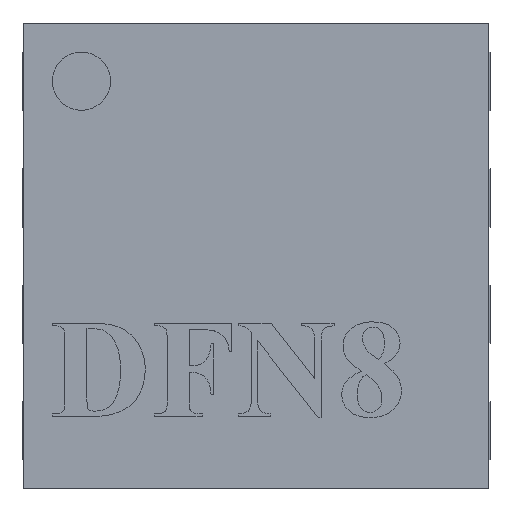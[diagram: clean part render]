
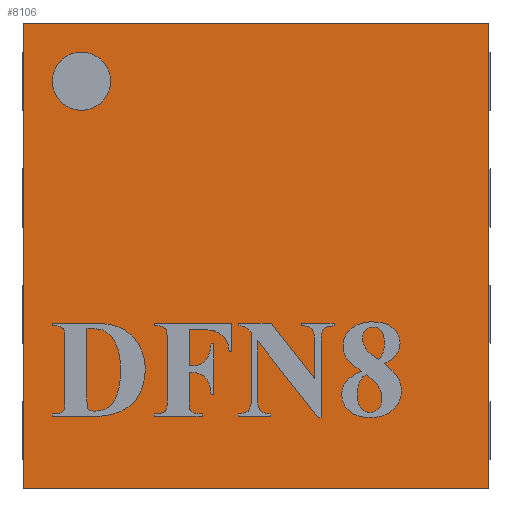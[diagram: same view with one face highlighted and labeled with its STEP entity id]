
A CAD part, top view. The second image highlights one B-rep face of the part: STEP entity #8106.
In plain terms, the highlighted planar face has unit normal (0, 0, 1).
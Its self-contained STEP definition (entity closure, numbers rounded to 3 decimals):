
#30 = EDGE_CURVE ( 'NONE', #807, #7102, #7815, .T. ) ;
#271 = CARTESIAN_POINT ( 'NONE',  ( -1., 1., 0.75 ) ) ;
#297 = EDGE_CURVE ( 'NONE', #7102, #807, #8049, .T. ) ;
#316 = AXIS2_PLACEMENT_3D ( 'NONE', #1750, #4697, #4559 ) ;
#560 = LINE ( 'NONE', #8578, #6269 ) ;
#807 = VERTEX_POINT ( 'NONE', #4175 ) ;
#841 = DIRECTION ( 'NONE',  ( 0., 0., 1. ) ) ;
#1034 = DIRECTION ( 'NONE',  ( 1., 0., 0. ) ) ;
#1297 = PLANE ( 'NONE',  #1440 ) ;
#1440 = AXIS2_PLACEMENT_3D ( 'NONE', #6483, #4278, #7214 ) ;
#1645 = DIRECTION ( 'NONE',  ( 1., 0., 0. ) ) ;
#1700 = LINE ( 'NONE', #4782, #6597 ) ;
#1750 = CARTESIAN_POINT ( 'NONE',  ( -0.75, 0.75, 0.75 ) ) ;
#1810 = EDGE_CURVE ( 'NONE', #2986, #5877, #1700, .T. ) ;
#1866 = ORIENTED_EDGE ( 'NONE', *, *, #8499, .T. ) ;
#2136 = DIRECTION ( 'NONE',  ( 0., -1., 0. ) ) ;
#2239 = ORIENTED_EDGE ( 'NONE', *, *, #4363, .T. ) ;
#2373 = AXIS2_PLACEMENT_3D ( 'NONE', #5301, #841, #1645 ) ;
#2861 = LINE ( 'NONE', #8089, #3982 ) ;
#2870 = DIRECTION ( 'NONE',  ( 0., 1., 0. ) ) ;
#2986 = VERTEX_POINT ( 'NONE', #7548 ) ;
#3470 = EDGE_LOOP ( 'NONE', ( #4683, #3642 ) ) ;
#3642 = ORIENTED_EDGE ( 'NONE', *, *, #30, .F. ) ;
#3982 = VECTOR ( 'NONE', #2136, 1000. ) ;
#4175 = CARTESIAN_POINT ( 'NONE',  ( -0.875, 0.75, 0.75 ) ) ;
#4278 = DIRECTION ( 'NONE',  ( 0., 0., -1. ) ) ;
#4363 = EDGE_CURVE ( 'NONE', #7839, #8823, #8525, .T. ) ;
#4414 = ORIENTED_EDGE ( 'NONE', *, *, #9062, .T. ) ;
#4559 = DIRECTION ( 'NONE',  ( 1., 0., 0. ) ) ;
#4683 = ORIENTED_EDGE ( 'NONE', *, *, #297, .F. ) ;
#4697 = DIRECTION ( 'NONE',  ( 0., 0., 1. ) ) ;
#4782 = CARTESIAN_POINT ( 'NONE',  ( -1., -1., 0.75 ) ) ;
#4946 = FACE_BOUND ( 'NONE', #3470, .T. ) ;
#5000 = CARTESIAN_POINT ( 'NONE',  ( -0.625, 0.75, 0.75 ) ) ;
#5033 = EDGE_LOOP ( 'NONE', ( #1866, #2239, #4414, #8058 ) ) ;
#5301 = CARTESIAN_POINT ( 'NONE',  ( -0.75, 0.75, 0.75 ) ) ;
#5877 = VERTEX_POINT ( 'NONE', #7079 ) ;
#6269 = VECTOR ( 'NONE', #2870, 1000. ) ;
#6483 = CARTESIAN_POINT ( 'NONE',  ( 0., 0., 0.75 ) ) ;
#6597 = VECTOR ( 'NONE', #1034, 1000. ) ;
#7038 = CARTESIAN_POINT ( 'NONE',  ( 1., 1., 0.75 ) ) ;
#7079 = CARTESIAN_POINT ( 'NONE',  ( 1., -1., 0.75 ) ) ;
#7102 = VERTEX_POINT ( 'NONE', #5000 ) ;
#7214 = DIRECTION ( 'NONE',  ( -1., 0., 0. ) ) ;
#7548 = CARTESIAN_POINT ( 'NONE',  ( -1., -1., 0.75 ) ) ;
#7815 = CIRCLE ( 'NONE', #316, 0.125 ) ;
#7839 = VERTEX_POINT ( 'NONE', #7038 ) ;
#7883 = FACE_OUTER_BOUND ( 'NONE', #5033, .T. ) ;
#7921 = VECTOR ( 'NONE', #8488, 1000. ) ;
#8049 = CIRCLE ( 'NONE', #2373, 0.125 ) ;
#8058 = ORIENTED_EDGE ( 'NONE', *, *, #1810, .T. ) ;
#8089 = CARTESIAN_POINT ( 'NONE',  ( -1., -1., 0.75 ) ) ;
#8106 = ADVANCED_FACE ( 'NONE', ( #4946, #7883 ), #1297, .F. ) ;
#8488 = DIRECTION ( 'NONE',  ( -1., 0., 0. ) ) ;
#8499 = EDGE_CURVE ( 'NONE', #5877, #7839, #560, .T. ) ;
#8525 = LINE ( 'NONE', #9290, #7921 ) ;
#8578 = CARTESIAN_POINT ( 'NONE',  ( 1., -1., 0.75 ) ) ;
#8823 = VERTEX_POINT ( 'NONE', #271 ) ;
#9062 = EDGE_CURVE ( 'NONE', #8823, #2986, #2861, .T. ) ;
#9290 = CARTESIAN_POINT ( 'NONE',  ( -1., 1., 0.75 ) ) ;
